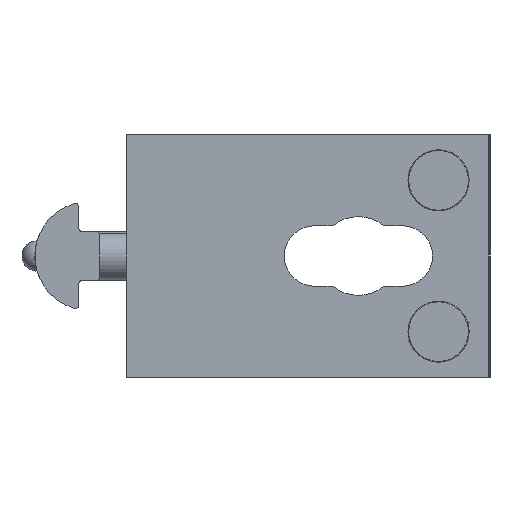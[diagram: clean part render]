
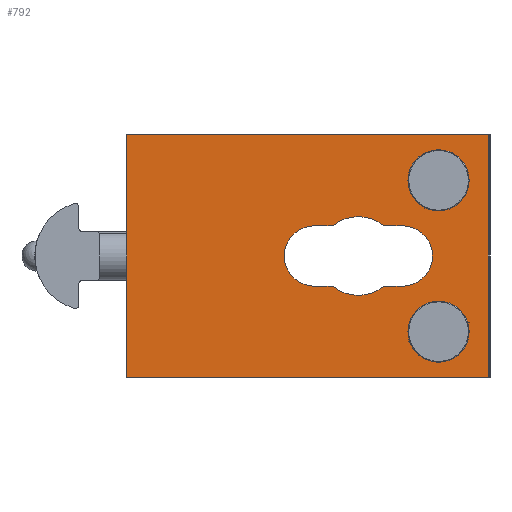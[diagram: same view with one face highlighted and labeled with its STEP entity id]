
A CAD part, front view. The second image highlights one B-rep face of the part: STEP entity #792.
In plain terms, the highlighted planar face has unit normal (0, -1, 0).
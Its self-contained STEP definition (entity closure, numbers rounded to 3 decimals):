
#265 = EDGE_CURVE ( 'NONE', #266, #267, #2279, .T. ) ;
#266 = VERTEX_POINT ( 'NONE', #2274 ) ;
#267 = VERTEX_POINT ( 'NONE', #2273 ) ;
#304 = VERTEX_POINT ( 'NONE', #2367 ) ;
#305 = VERTEX_POINT ( 'NONE', #2366 ) ;
#548 = EDGE_CURVE ( 'NONE', #671, #672, #2949, .T. ) ;
#588 = VERTEX_POINT ( 'NONE', #2822 ) ;
#590 = EDGE_CURVE ( 'NONE', #672, #588, #2820, .T. ) ;
#600 = EDGE_CURVE ( 'NONE', #601, #671, #2776, .T. ) ;
#601 = VERTEX_POINT ( 'NONE', #2772 ) ;
#602 = EDGE_CURVE ( 'NONE', #612, #962, #2771, .T. ) ;
#608 = EDGE_CURVE ( 'NONE', #588, #644, #2756, .T. ) ;
#611 = EDGE_CURVE ( 'NONE', #923, #612, #2859, .T. ) ;
#612 = VERTEX_POINT ( 'NONE', #2854 ) ;
#644 = VERTEX_POINT ( 'NONE', #3147 ) ;
#671 = VERTEX_POINT ( 'NONE', #3064 ) ;
#672 = VERTEX_POINT ( 'NONE', #3063 ) ;
#729 = EDGE_CURVE ( 'NONE', #304, #305, #3038, .T. ) ;
#733 = ORIENTED_EDGE ( 'NONE', *, *, #828, .T. ) ;
#734 = ORIENTED_EDGE ( 'NONE', *, *, #985, .T. ) ;
#735 = ORIENTED_EDGE ( 'NONE', *, *, #611, .T. ) ;
#736 = EDGE_LOOP ( 'NONE', ( #737, #1155, #1269, #758 ) ) ;
#737 = ORIENTED_EDGE ( 'NONE', *, *, #738, .F. ) ;
#738 = EDGE_CURVE ( 'NONE', #739, #894, #3027, .T. ) ;
#739 = VERTEX_POINT ( 'NONE', #3023 ) ;
#741 = ORIENTED_EDGE ( 'NONE', *, *, #590, .T. ) ;
#742 = ORIENTED_EDGE ( 'NONE', *, *, #608, .T. ) ;
#758 = ORIENTED_EDGE ( 'NONE', *, *, #949, .T. ) ;
#762 = EDGE_CURVE ( 'NONE', #962, #601, #3422, .T. ) ;
#788 = EDGE_CURVE ( 'NONE', #789, #950, #3383, .T. ) ;
#789 = VERTEX_POINT ( 'NONE', #3379 ) ;
#792 = ADVANCED_FACE ( 'NONE', ( #3435, #3434, #3433, #3432 ), #3431, .T. ) ;
#793 = EDGE_LOOP ( 'NONE', ( #794, #846 ) ) ;
#794 = ORIENTED_EDGE ( 'NONE', *, *, #835, .T. ) ;
#828 = EDGE_CURVE ( 'NONE', #644, #928, #3359, .T. ) ;
#835 = EDGE_CURVE ( 'NONE', #267, #266, #3449, .T. ) ;
#846 = ORIENTED_EDGE ( 'NONE', *, *, #265, .T. ) ;
#847 = EDGE_LOOP ( 'NONE', ( #848, #849 ) ) ;
#848 = ORIENTED_EDGE ( 'NONE', *, *, #979, .T. ) ;
#849 = ORIENTED_EDGE ( 'NONE', *, *, #729, .T. ) ;
#850 = EDGE_LOOP ( 'NONE', ( #851, #855, #856, #857, #741, #742, #733, #734, #735 ) ) ;
#851 = ORIENTED_EDGE ( 'NONE', *, *, #602, .T. ) ;
#855 = ORIENTED_EDGE ( 'NONE', *, *, #762, .T. ) ;
#856 = ORIENTED_EDGE ( 'NONE', *, *, #600, .T. ) ;
#857 = ORIENTED_EDGE ( 'NONE', *, *, #548, .T. ) ;
#894 = VERTEX_POINT ( 'NONE', #3304 ) ;
#923 = VERTEX_POINT ( 'NONE', #3541 ) ;
#928 = VERTEX_POINT ( 'NONE', #3602 ) ;
#949 = EDGE_CURVE ( 'NONE', #950, #894, #3657, .T. ) ;
#950 = VERTEX_POINT ( 'NONE', #3653 ) ;
#962 = VERTEX_POINT ( 'NONE', #3639 ) ;
#979 = EDGE_CURVE ( 'NONE', #305, #304, #3613, .T. ) ;
#985 = EDGE_CURVE ( 'NONE', #928, #923, #3554, .T. ) ;
#1155 = ORIENTED_EDGE ( 'NONE', *, *, #1268, .F. ) ;
#1268 = EDGE_CURVE ( 'NONE', #789, #739, #4382, .T. ) ;
#1269 = ORIENTED_EDGE ( 'NONE', *, *, #788, .T. ) ;
#2273 = CARTESIAN_POINT ( 'NONE',  ( 16.642, -52.672, 15.138 ) ) ;
#2274 = CARTESIAN_POINT ( 'NONE',  ( 16.642, -52.672, 5.032 ) ) ;
#2275 = DIRECTION ( 'NONE',  ( 0., 0., 1. ) ) ;
#2276 = DIRECTION ( 'NONE',  ( 0., 1., 0. ) ) ;
#2277 = CARTESIAN_POINT ( 'NONE',  ( 16.642, -52.672, 10.085 ) ) ;
#2278 = AXIS2_PLACEMENT_3D ( 'NONE', #2277, #2276, #2275 ) ;
#2279 = CIRCLE ( 'NONE', #2278, 5.053 ) ;
#2366 = CARTESIAN_POINT ( 'NONE',  ( 16.642, -52.672, -9.862 ) ) ;
#2367 = CARTESIAN_POINT ( 'NONE',  ( 16.642, -52.672, -19.968 ) ) ;
#2753 = DIRECTION ( 'NONE',  ( -1., 0., 0. ) ) ;
#2754 = VECTOR ( 'NONE', #2753, 1000. ) ;
#2755 = CARTESIAN_POINT ( 'NONE',  ( 24.842, -52.672, -7.415 ) ) ;
#2756 = LINE ( 'NONE', #2755, #2754 ) ;
#2768 = DIRECTION ( 'NONE',  ( 1., 0., 0. ) ) ;
#2769 = VECTOR ( 'NONE', #2768, 1000. ) ;
#2770 = CARTESIAN_POINT ( 'NONE',  ( 24.842, -52.672, 2.585 ) ) ;
#2771 = LINE ( 'NONE', #2770, #2769 ) ;
#2772 = CARTESIAN_POINT ( 'NONE',  ( 7.545, -52.672, 2.585 ) ) ;
#2773 = DIRECTION ( 'NONE',  ( 1., 0., 0. ) ) ;
#2774 = VECTOR ( 'NONE', #2773, 1000. ) ;
#2775 = CARTESIAN_POINT ( 'NONE',  ( 24.842, -52.672, 2.585 ) ) ;
#2776 = LINE ( 'NONE', #2775, #2774 ) ;
#2816 = DIRECTION ( 'NONE',  ( 1., 0., 0. ) ) ;
#2817 = DIRECTION ( 'NONE',  ( 0., 1., 0. ) ) ;
#2818 = CARTESIAN_POINT ( 'NONE',  ( 10.642, -52.672, -2.415 ) ) ;
#2819 = AXIS2_PLACEMENT_3D ( 'NONE', #2818, #2817, #2816 ) ;
#2820 = CIRCLE ( 'NONE', #2819, 5. ) ;
#2822 = CARTESIAN_POINT ( 'NONE',  ( 10.642, -52.672, -7.415 ) ) ;
#2853 = DIRECTION ( 'NONE',  ( 1., 0., 0. ) ) ;
#2854 = CARTESIAN_POINT ( 'NONE',  ( -3.858, -52.672, 2.585 ) ) ;
#2855 = DIRECTION ( 'NONE',  ( 1., 0., 0. ) ) ;
#2856 = DIRECTION ( 'NONE',  ( 0., 1., 0. ) ) ;
#2857 = CARTESIAN_POINT ( 'NONE',  ( -3.858, -52.672, -2.415 ) ) ;
#2858 = AXIS2_PLACEMENT_3D ( 'NONE', #2857, #2856, #2855 ) ;
#2859 = CIRCLE ( 'NONE', #2858, 5. ) ;
#2921 = DIRECTION ( 'NONE',  ( 0., 1., 0. ) ) ;
#2922 = AXIS2_PLACEMENT_3D ( 'NONE', #2963, #2921, #2853 ) ;
#2949 = CIRCLE ( 'NONE', #2922, 5. ) ;
#2963 = CARTESIAN_POINT ( 'NONE',  ( 10.642, -52.672, -2.415 ) ) ;
#3023 = CARTESIAN_POINT ( 'NONE',  ( -34.858, -52.672, 17.585 ) ) ;
#3024 = DIRECTION ( 'NONE',  ( 1., 0., 0. ) ) ;
#3025 = VECTOR ( 'NONE', #3024, 1000. ) ;
#3026 = CARTESIAN_POINT ( 'NONE',  ( -16.03, -52.672, 17.585 ) ) ;
#3027 = LINE ( 'NONE', #3026, #3025 ) ;
#3034 = DIRECTION ( 'NONE',  ( 0., 0., 1. ) ) ;
#3035 = DIRECTION ( 'NONE',  ( 0., 1., 0. ) ) ;
#3036 = CARTESIAN_POINT ( 'NONE',  ( 16.642, -52.672, -14.915 ) ) ;
#3037 = AXIS2_PLACEMENT_3D ( 'NONE', #3036, #3035, #3034 ) ;
#3038 = CIRCLE ( 'NONE', #3037, 5.053 ) ;
#3063 = CARTESIAN_POINT ( 'NONE',  ( 15.642, -52.672, -2.415 ) ) ;
#3064 = CARTESIAN_POINT ( 'NONE',  ( 10.642, -52.672, 2.585 ) ) ;
#3147 = CARTESIAN_POINT ( 'NONE',  ( 7.545, -52.672, -7.415 ) ) ;
#3304 = CARTESIAN_POINT ( 'NONE',  ( 24.842, -52.672, 17.585 ) ) ;
#3359 = CIRCLE ( 'NONE', #3464, 6.5 ) ;
#3379 = CARTESIAN_POINT ( 'NONE',  ( -34.858, -52.672, -22.415 ) ) ;
#3380 = DIRECTION ( 'NONE',  ( 1., 0., 0. ) ) ;
#3381 = VECTOR ( 'NONE', #3380, 1000. ) ;
#3382 = CARTESIAN_POINT ( 'NONE',  ( 24.842, -52.672, -22.415 ) ) ;
#3383 = LINE ( 'NONE', #3382, #3381 ) ;
#3422 = CIRCLE ( 'NONE', #3468, 6.5 ) ;
#3427 = DIRECTION ( 'NONE',  ( 0., 0., -1. ) ) ;
#3428 = DIRECTION ( 'NONE',  ( 0., -1., 0. ) ) ;
#3429 = CARTESIAN_POINT ( 'NONE',  ( 24.842, -52.672, -2.415 ) ) ;
#3430 = AXIS2_PLACEMENT_3D ( 'NONE', #3429, #3428, #3427 ) ;
#3431 = PLANE ( 'NONE',  #3430 ) ;
#3432 = FACE_OUTER_BOUND ( 'NONE', #736, .T. ) ;
#3433 = FACE_BOUND ( 'NONE', #850, .T. ) ;
#3434 = FACE_BOUND ( 'NONE', #847, .T. ) ;
#3435 = FACE_BOUND ( 'NONE', #793, .T. ) ;
#3445 = DIRECTION ( 'NONE',  ( 0., 0., 1. ) ) ;
#3446 = DIRECTION ( 'NONE',  ( 0., 1., 0. ) ) ;
#3447 = CARTESIAN_POINT ( 'NONE',  ( 16.642, -52.672, 10.085 ) ) ;
#3448 = AXIS2_PLACEMENT_3D ( 'NONE', #3447, #3446, #3445 ) ;
#3449 = CIRCLE ( 'NONE', #3448, 5.053 ) ;
#3461 = DIRECTION ( 'NONE',  ( -1., 0., 0. ) ) ;
#3462 = DIRECTION ( 'NONE',  ( 0., 1., 0. ) ) ;
#3463 = CARTESIAN_POINT ( 'NONE',  ( 3.392, -52.672, -2.415 ) ) ;
#3464 = AXIS2_PLACEMENT_3D ( 'NONE', #3463, #3462, #3461 ) ;
#3466 = DIRECTION ( 'NONE',  ( 0., 1., 0. ) ) ;
#3467 = CARTESIAN_POINT ( 'NONE',  ( 3.392, -52.672, -2.415 ) ) ;
#3468 = AXIS2_PLACEMENT_3D ( 'NONE', #3467, #3466, #3481 ) ;
#3481 = DIRECTION ( 'NONE',  ( -1., 0., 0. ) ) ;
#3541 = CARTESIAN_POINT ( 'NONE',  ( -3.858, -52.672, -7.415 ) ) ;
#3551 = DIRECTION ( 'NONE',  ( -1., 0., 0. ) ) ;
#3552 = VECTOR ( 'NONE', #3551, 1000. ) ;
#3553 = CARTESIAN_POINT ( 'NONE',  ( 24.842, -52.672, -7.415 ) ) ;
#3554 = LINE ( 'NONE', #3553, #3552 ) ;
#3602 = CARTESIAN_POINT ( 'NONE',  ( -0.761, -52.672, -7.415 ) ) ;
#3609 = DIRECTION ( 'NONE',  ( 0., 0., 1. ) ) ;
#3610 = DIRECTION ( 'NONE',  ( 0., 1., 0. ) ) ;
#3611 = CARTESIAN_POINT ( 'NONE',  ( 16.642, -52.672, -14.915 ) ) ;
#3612 = AXIS2_PLACEMENT_3D ( 'NONE', #3611, #3610, #3609 ) ;
#3613 = CIRCLE ( 'NONE', #3612, 5.053 ) ;
#3639 = CARTESIAN_POINT ( 'NONE',  ( -0.761, -52.672, 2.585 ) ) ;
#3653 = CARTESIAN_POINT ( 'NONE',  ( 24.842, -52.672, -22.415 ) ) ;
#3654 = DIRECTION ( 'NONE',  ( 0., 0., 1. ) ) ;
#3655 = VECTOR ( 'NONE', #3654, 1000. ) ;
#3656 = CARTESIAN_POINT ( 'NONE',  ( 24.842, -52.672, -2.415 ) ) ;
#3657 = LINE ( 'NONE', #3656, #3655 ) ;
#4195 = DIRECTION ( 'NONE',  ( 0., 0., 1. ) ) ;
#4196 = VECTOR ( 'NONE', #4195, 1000. ) ;
#4197 = CARTESIAN_POINT ( 'NONE',  ( -34.858, -52.672, -2.415 ) ) ;
#4382 = LINE ( 'NONE', #4197, #4196 ) ;
